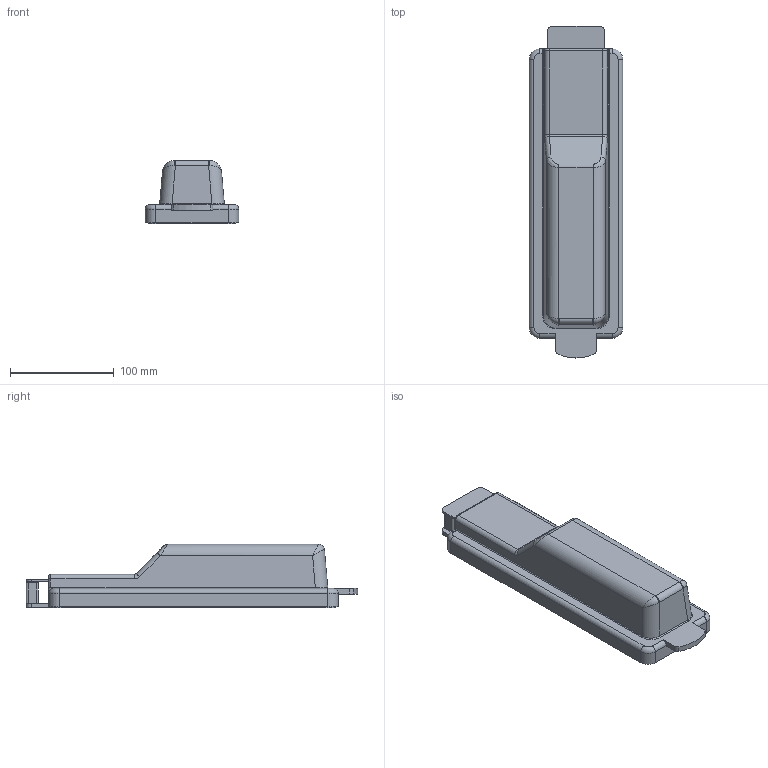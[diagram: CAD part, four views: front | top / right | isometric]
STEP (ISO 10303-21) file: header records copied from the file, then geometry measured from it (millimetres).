
FILE_DESCRIPTION (( 'STEP AP203' ), '1' );
FILE_NAME ('A-363-RC.STEP', '2007-09-04T07:49:16', ( ' ' ), ( ' ' ), 'SwSTEP 2.0', 'SolidWorks 2006104', '' );
FILE_SCHEMA (( 'CONFIG_CONTROL_DESIGN' ));
Length unit declared in the file: millimetre
Products named in the file (3): A-363-RC; A-363-RC取付ベース_公開用; A-363-RC僉儍僢僾_岞奐梡
Assembly tree (2 placements, depth 2):
  A-363-RC
    A-363-RC僉儍僢僾_岞奐梡
    A-363-RC取付ベース_公開用
Bounding box: 90 x 320 x 61 mm (x, y, z)
Volume: 344366.1 mm3; surface area: 165855 mm2
Topology: 2 solids, 2 shells, 287 faces, 732 edges, 456 vertices
Faces by surface type: cylinder 125, plane 119, cone 20, bspline 17, torus 6
Entity records: 14483 total; most frequent: CARTESIAN_POINT 7233, DIRECTION 1471, ORIENTED_EDGE 1448, EDGE_CURVE 724, AXIS2_PLACEMENT_3D 520, VERTEX_POINT 456, VECTOR 431, LINE 431
